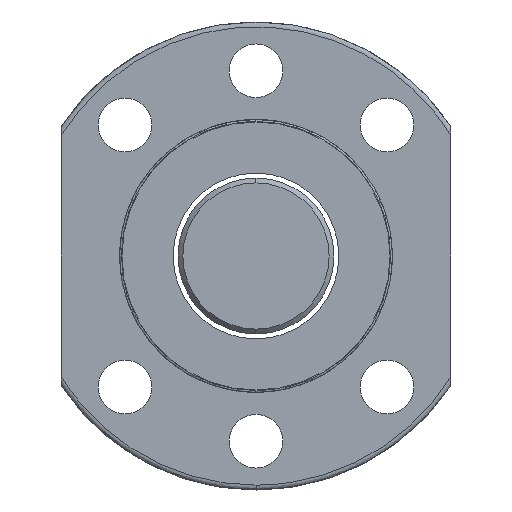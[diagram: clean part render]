
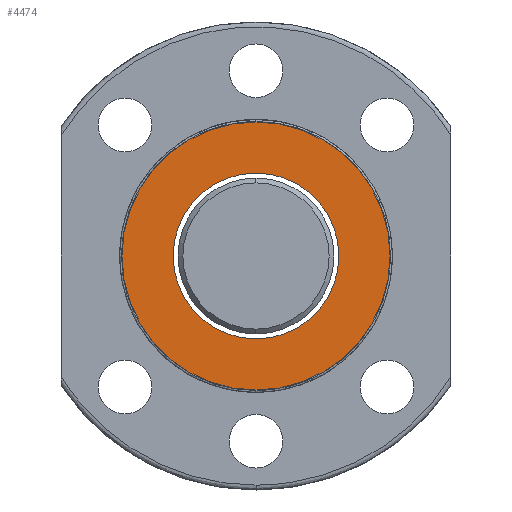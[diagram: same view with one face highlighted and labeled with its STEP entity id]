
A CAD part, left-side view. The second image highlights one B-rep face of the part: STEP entity #4474.
In plain terms, the highlighted planar face has unit normal (-1, 0, 0).
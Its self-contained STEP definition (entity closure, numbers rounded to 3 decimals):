
#93 = CARTESIAN_POINT ( 'NONE',  ( -62.946, 0., 0. ) ) ;
#1877 = AXIS2_PLACEMENT_3D ( 'NONE', #93, #22753, #3987 ) ;
#3987 = DIRECTION ( 'NONE',  ( 0., 0., -1. ) ) ;
#4032 = CIRCLE ( 'NONE', #12909, 13.75 ) ;
#4044 = DIRECTION ( 'NONE',  ( 1., 0., 0. ) ) ;
#4474 = ADVANCED_FACE ( 'NONE', ( #23805, #22659 ), #12678, .F. ) ;
#4739 = EDGE_CURVE ( 'NONE', #14483, #19718, #23790, .T. ) ;
#4991 = CARTESIAN_POINT ( 'NONE',  ( -62.946, 11.125, 0. ) ) ;
#5422 = CARTESIAN_POINT ( 'NONE',  ( -62.946, 0., 0. ) ) ;
#5868 = AXIS2_PLACEMENT_3D ( 'NONE', #4991, #10537, #8900 ) ;
#5956 = CARTESIAN_POINT ( 'NONE',  ( -62.946, 0., -8.5 ) ) ;
#7171 = CARTESIAN_POINT ( 'NONE',  ( -62.946, 0., -13.75 ) ) ;
#7674 = CARTESIAN_POINT ( 'NONE',  ( -62.946, 0., 8.5 ) ) ;
#8026 = AXIS2_PLACEMENT_3D ( 'NONE', #11660, #4044, #17323 ) ;
#8321 = ORIENTED_EDGE ( 'NONE', *, *, #19993, .F. ) ;
#8900 = DIRECTION ( 'NONE',  ( 0., 0., -1. ) ) ;
#10111 = DIRECTION ( 'NONE',  ( 0., 0., -1. ) ) ;
#10154 = CIRCLE ( 'NONE', #1877, 13.75 ) ;
#10537 = DIRECTION ( 'NONE',  ( 1., 0., 0. ) ) ;
#11364 = EDGE_LOOP ( 'NONE', ( #16682, #14946 ) ) ;
#11660 = CARTESIAN_POINT ( 'NONE',  ( -62.946, 0., 0. ) ) ;
#12678 = PLANE ( 'NONE',  #5868 ) ;
#12888 = CARTESIAN_POINT ( 'NONE',  ( -62.946, 0., 13.75 ) ) ;
#12909 = AXIS2_PLACEMENT_3D ( 'NONE', #5422, #13018, #15091 ) ;
#13018 = DIRECTION ( 'NONE',  ( 1., 0., 0. ) ) ;
#13649 = EDGE_CURVE ( 'NONE', #19718, #14483, #13712, .T. ) ;
#13712 = CIRCLE ( 'NONE', #8026, 8.5 ) ;
#13890 = VERTEX_POINT ( 'NONE', #7171 ) ;
#14483 = VERTEX_POINT ( 'NONE', #5956 ) ;
#14946 = ORIENTED_EDGE ( 'NONE', *, *, #13649, .T. ) ;
#15091 = DIRECTION ( 'NONE',  ( 0., 0., -1. ) ) ;
#15787 = CARTESIAN_POINT ( 'NONE',  ( -62.946, 0., 0. ) ) ;
#16316 = VERTEX_POINT ( 'NONE', #12888 ) ;
#16682 = ORIENTED_EDGE ( 'NONE', *, *, #4739, .T. ) ;
#17323 = DIRECTION ( 'NONE',  ( 0., 0., -1. ) ) ;
#18075 = ORIENTED_EDGE ( 'NONE', *, *, #23093, .F. ) ;
#19316 = AXIS2_PLACEMENT_3D ( 'NONE', #15787, #21378, #10111 ) ;
#19718 = VERTEX_POINT ( 'NONE', #7674 ) ;
#19993 = EDGE_CURVE ( 'NONE', #13890, #16316, #10154, .T. ) ;
#20138 = EDGE_LOOP ( 'NONE', ( #8321, #18075 ) ) ;
#21378 = DIRECTION ( 'NONE',  ( 1., 0., 0. ) ) ;
#22659 = FACE_OUTER_BOUND ( 'NONE', #20138, .T. ) ;
#22753 = DIRECTION ( 'NONE',  ( 1., 0., 0. ) ) ;
#23093 = EDGE_CURVE ( 'NONE', #16316, #13890, #4032, .T. ) ;
#23790 = CIRCLE ( 'NONE', #19316, 8.5 ) ;
#23805 = FACE_BOUND ( 'NONE', #11364, .T. ) ;
